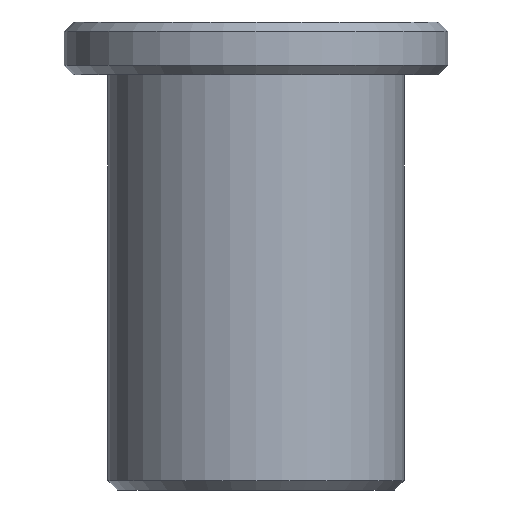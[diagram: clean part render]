
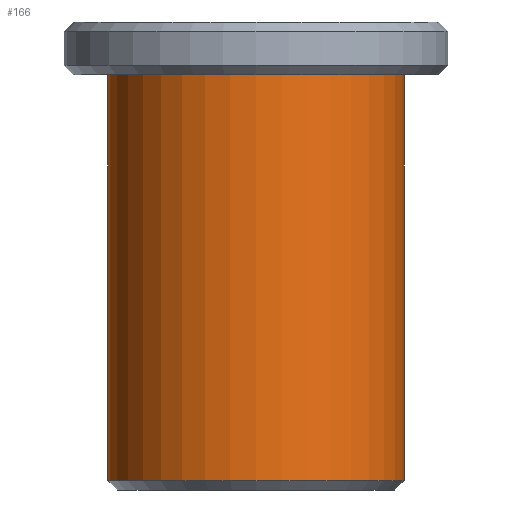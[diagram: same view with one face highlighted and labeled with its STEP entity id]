
A CAD part, front view. The second image highlights one B-rep face of the part: STEP entity #166.
In plain terms, the highlighted cylindrical face has radius 3.925 mm (diameter 7.85 mm), a full revolution.
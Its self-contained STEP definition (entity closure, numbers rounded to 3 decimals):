
#23=CYLINDRICAL_SURFACE('',#203,3.925);
#31=FACE_OUTER_BOUND('',#42,.T.);
#42=EDGE_LOOP('',(#144,#145,#146,#147));
#56=LINE('',#308,#64);
#64=VECTOR('',#259,3.925);
#70=CIRCLE('',#192,3.925);
#77=CIRCLE('',#204,3.925);
#83=VERTEX_POINT('',#282);
#90=VERTEX_POINT('',#306);
#98=EDGE_CURVE('',#83,#83,#70,.T.);
#110=EDGE_CURVE('',#90,#90,#77,.T.);
#111=EDGE_CURVE('',#90,#83,#56,.T.);
#144=ORIENTED_EDGE('',*,*,#110,.F.);
#145=ORIENTED_EDGE('',*,*,#111,.T.);
#146=ORIENTED_EDGE('',*,*,#98,.T.);
#147=ORIENTED_EDGE('',*,*,#111,.F.);
#166=ADVANCED_FACE('',(#31),#23,.T.);
#192=AXIS2_PLACEMENT_3D('',#283,#228,#229);
#203=AXIS2_PLACEMENT_3D('',#305,#255,#256);
#204=AXIS2_PLACEMENT_3D('',#307,#257,#258);
#228=DIRECTION('center_axis',(0.,0.,1.));
#229=DIRECTION('ref_axis',(1.,0.,0.));
#255=DIRECTION('center_axis',(0.,0.,1.));
#256=DIRECTION('ref_axis',(1.,0.,0.));
#257=DIRECTION('center_axis',(0.,0.,1.));
#258=DIRECTION('ref_axis',(1.,0.,0.));
#259=DIRECTION('',(0.,0.,-1.));
#282=CARTESIAN_POINT('',(-3.925,0.,-10.75));
#283=CARTESIAN_POINT('Origin',(0.,0.,-10.75));
#305=CARTESIAN_POINT('Origin',(0.,0.,-11.));
#306=CARTESIAN_POINT('',(-3.925,0.,0.));
#307=CARTESIAN_POINT('Origin',(0.,0.,0.));
#308=CARTESIAN_POINT('',(-3.925,0.,-11.));
